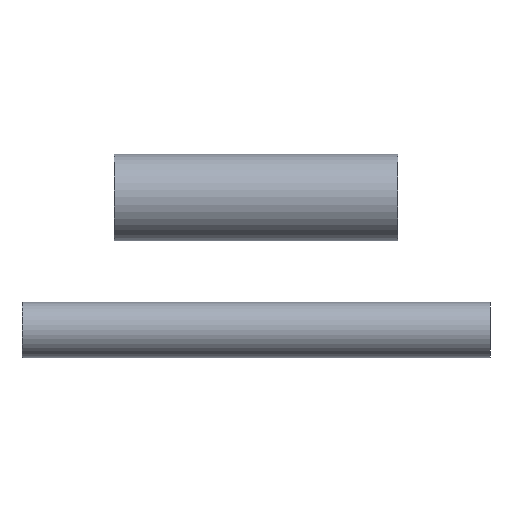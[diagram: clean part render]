
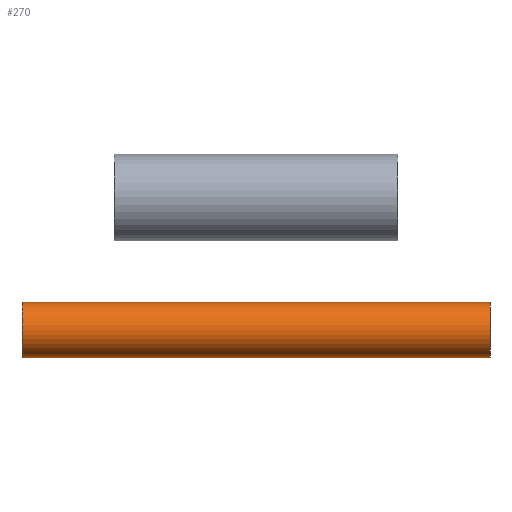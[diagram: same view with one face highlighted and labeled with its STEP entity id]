
A CAD part, top view. The second image highlights one B-rep face of the part: STEP entity #270.
In plain terms, the highlighted cylindrical face has radius 4.5 mm (diameter 9 mm), a partial arc.
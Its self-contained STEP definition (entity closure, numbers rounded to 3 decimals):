
#203=CARTESIAN_POINT('Axis2P3D Location',(61.,-11.45,6.)) ;
#207=CARTESIAN_POINT('Vertex',(61.,-6.95,6.)) ;
#209=CARTESIAN_POINT('Vertex',(61.,-15.95,6.)) ;
#240=CARTESIAN_POINT('Axis2P3D Location',(22.39,-11.45,6.)) ;
#245=CARTESIAN_POINT('Line Origine',(23.,-15.95,6.)) ;
#249=CARTESIAN_POINT('Vertex',(-15.,-15.95,6.)) ;
#252=CARTESIAN_POINT('Line Origine',(23.,-6.95,6.)) ;
#256=CARTESIAN_POINT('Vertex',(-15.,-6.95,6.)) ;
#259=CARTESIAN_POINT('Axis2P3D Location',(-15.,-11.45,6.)) ;
#204=DIRECTION('Axis2P3D Direction',(1.,0.,0.)) ;
#241=DIRECTION('Axis2P3D Direction',(1.,0.,0.)) ;
#242=DIRECTION('Axis2P3D XDirection',(0.,-1.,0.)) ;
#246=DIRECTION('Vector Direction',(1.,0.,0.)) ;
#253=DIRECTION('Vector Direction',(1.,0.,0.)) ;
#260=DIRECTION('Axis2P3D Direction',(1.,0.,0.)) ;
#205=AXIS2_PLACEMENT_3D('Circle Axis2P3D',#203,#204,$) ;
#243=AXIS2_PLACEMENT_3D('Cylinder Axis2P3D',#240,#241,#242) ;
#261=AXIS2_PLACEMENT_3D('Circle Axis2P3D',#259,#260,$) ;
#265=ORIENTED_EDGE('',*,*,#251,.F.) ;
#266=ORIENTED_EDGE('',*,*,#211,.F.) ;
#267=ORIENTED_EDGE('',*,*,#258,.T.) ;
#268=ORIENTED_EDGE('',*,*,#263,.F.) ;
#247=VECTOR('Line Direction',#246,1.) ;
#254=VECTOR('Line Direction',#253,1.) ;
#270=ADVANCED_FACE('canon fillet\X2\00E9\X0\',(#269),#244,.T.) ;
#206=CIRCLE('generated circle',#205,4.5) ;
#262=CIRCLE('generated circle',#261,4.5) ;
#244=CYLINDRICAL_SURFACE('generated cylinder',#243,4.5) ;
#211=EDGE_CURVE('',#208,#210,#206,.T.) ;
#251=EDGE_CURVE('',#210,#250,#248,.F.) ;
#258=EDGE_CURVE('',#208,#257,#255,.F.) ;
#263=EDGE_CURVE('',#250,#257,#262,.F.) ;
#264=EDGE_LOOP('',(#265,#266,#267,#268)) ;
#269=FACE_OUTER_BOUND('',#264,.T.) ;
#248=LINE('Line',#245,#247) ;
#255=LINE('Line',#252,#254) ;
#208=VERTEX_POINT('',#207) ;
#210=VERTEX_POINT('',#209) ;
#250=VERTEX_POINT('',#249) ;
#257=VERTEX_POINT('',#256) ;
